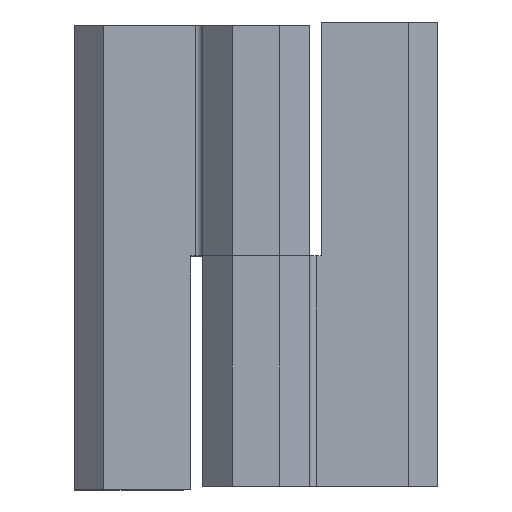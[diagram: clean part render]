
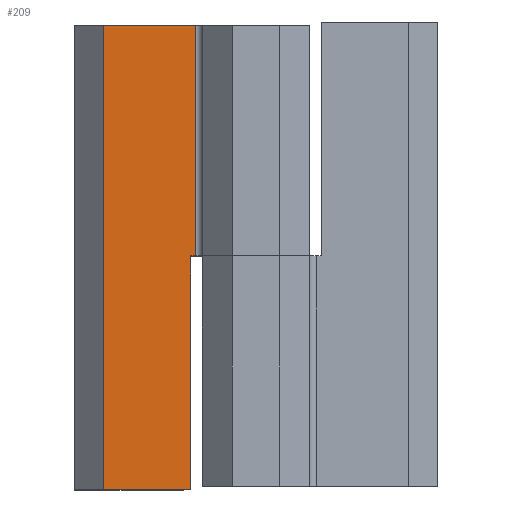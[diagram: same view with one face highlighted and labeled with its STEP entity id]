
A CAD part, top view. The second image highlights one B-rep face of the part: STEP entity #209.
In plain terms, the highlighted planar face has unit normal (0, 0, 1).
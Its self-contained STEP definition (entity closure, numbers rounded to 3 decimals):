
#209=ADVANCED_FACE('',(#434),#435,.F.);
#434=FACE_OUTER_BOUND('',#833,.T.);
#435=PLANE('',#834);
#833=EDGE_LOOP('',(#1494,#1495,#1496,#1497,#1498,#1499));
#834=AXIS2_PLACEMENT_3D('',#1500,#1501,#1502);
#1494=ORIENTED_EDGE('',*,*,#3023,.T.);
#1495=ORIENTED_EDGE('',*,*,#3024,.F.);
#1496=ORIENTED_EDGE('',*,*,#3025,.F.);
#1497=ORIENTED_EDGE('',*,*,#2944,.F.);
#1498=ORIENTED_EDGE('',*,*,#3026,.T.);
#1499=ORIENTED_EDGE('',*,*,#3027,.F.);
#1500=CARTESIAN_POINT('',(-25.0,32.0,11.0));
#1501=DIRECTION('',(0.0,0.0,-1.0));
#1502=DIRECTION('',(0.0,1.0,0.0));
#2944=EDGE_CURVE('',#3419,#3421,#3422,.T.);
#3023=EDGE_CURVE('',#3552,#3553,#3554,.T.);
#3024=EDGE_CURVE('',#3555,#3553,#3556,.T.);
#3025=EDGE_CURVE('',#3421,#3555,#3557,.T.);
#3026=EDGE_CURVE('',#3419,#3558,#3559,.T.);
#3027=EDGE_CURVE('',#3552,#3558,#3560,.T.);
#3419=VERTEX_POINT('',#4375);
#3421=VERTEX_POINT('',#4377);
#3422=LINE('',#4378,#4379);
#3552=VERTEX_POINT('',#4614);
#3553=VERTEX_POINT('',#4615);
#3554=LINE('',#4616,#4617);
#3555=VERTEX_POINT('',#4618);
#3556=LINE('',#4619,#4620);
#3557=LINE('',#4621,#4622);
#3558=VERTEX_POINT('',#4623);
#3559=LINE('',#4624,#4625);
#3560=LINE('',#4626,#4627);
#4375=CARTESIAN_POINT('',(-8.324,0.25,11.0));
#4377=CARTESIAN_POINT('',(-9.0,0.25,11.0));
#4378=CARTESIAN_POINT('',(-8.324,0.25,11.0));
#4379=VECTOR('',#5886,1.0);
#4614=CARTESIAN_POINT('',(-21.0,32.0,11.0));
#4615=CARTESIAN_POINT('',(-21.0,-32.0,11.0));
#4616=CARTESIAN_POINT('',(-21.0,-32.0,11.0));
#4617=VECTOR('',#5987,1.0);
#4618=CARTESIAN_POINT('',(-9.0,-32.0,11.0));
#4619=CARTESIAN_POINT('',(-9.0,-32.0,11.0));
#4620=VECTOR('',#5988,1.0);
#4621=CARTESIAN_POINT('',(-9.0,0.0,11.0));
#4622=VECTOR('',#5989,1.0);
#4623=CARTESIAN_POINT('',(-8.324,32.0,11.0));
#4624=CARTESIAN_POINT('',(-8.324,32.0,11.0));
#4625=VECTOR('',#5990,1.0);
#4626=CARTESIAN_POINT('',(-25.0,32.0,11.0));
#4627=VECTOR('',#5991,1.0);
#5886=DIRECTION('',(-1.0,0.0,0.0));
#5987=DIRECTION('',(0.,-1.0,0.0));
#5988=DIRECTION('',(-1.0,0.0,0.0));
#5989=DIRECTION('',(0.,-1.0,0.0));
#5990=DIRECTION('',(0.0,1.0,0.0));
#5991=DIRECTION('',(1.0,0.0,0.0));
